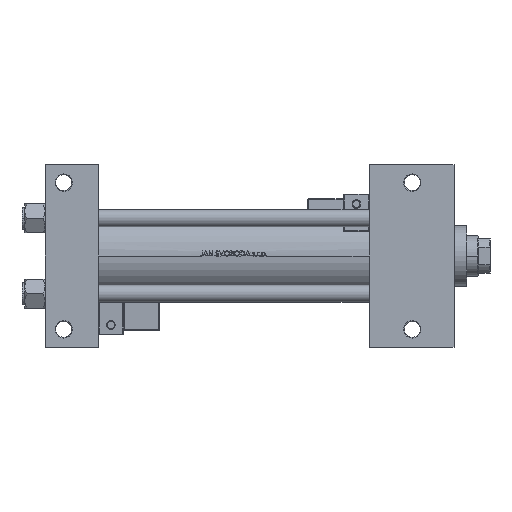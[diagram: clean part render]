
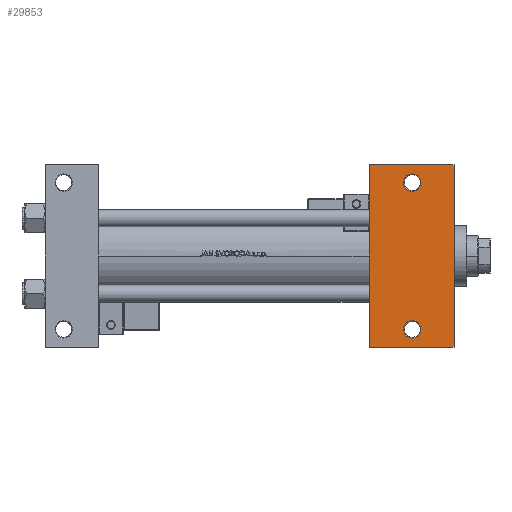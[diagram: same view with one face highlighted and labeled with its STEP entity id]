
A CAD part, front view. The second image highlights one B-rep face of the part: STEP entity #29853.
In plain terms, the highlighted face is planar.
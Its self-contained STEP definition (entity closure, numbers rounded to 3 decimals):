
#659 = DIRECTION ( 'NONE',  ( 1., 0., 0. ) ) ;
#881 = CARTESIAN_POINT ( 'NONE',  ( 225., -63.5, -37.5 ) ) ;
#1173 = VERTEX_POINT ( 'NONE', #40660 ) ;
#1214 = AXIS2_PLACEMENT_3D ( 'NONE', #4205, #39711, #16395 ) ;
#2084 = CARTESIAN_POINT ( 'NONE',  ( 284., 37.5, -37.5 ) ) ;
#2349 = PLANE ( 'NONE',  #36876 ) ;
#2710 = DIRECTION ( 'NONE',  ( 0., -1., 0. ) ) ;
#2752 = LINE ( 'NONE', #37766, #8653 ) ;
#2848 = FACE_BOUND ( 'NONE', #37706, .T. ) ;
#2909 = AXIS2_PLACEMENT_3D ( 'NONE', #22485, #38049, #46067 ) ;
#4205 = CARTESIAN_POINT ( 'NONE',  ( 255., 51., -37.5 ) ) ;
#4989 = EDGE_LOOP ( 'NONE', ( #23225, #7595, #14355, #36820 ) ) ;
#6473 = EDGE_CURVE ( 'NONE', #16275, #41487, #41613, .T. ) ;
#7595 = ORIENTED_EDGE ( 'NONE', *, *, #29174, .T. ) ;
#8432 = CARTESIAN_POINT ( 'NONE',  ( 225., 63.5, -37.5 ) ) ;
#8653 = VECTOR ( 'NONE', #49907, 1000. ) ;
#8784 = EDGE_LOOP ( 'NONE', ( #26408, #26038 ) ) ;
#9298 = DIRECTION ( 'NONE',  ( 0., 0., 1. ) ) ;
#10699 = CARTESIAN_POINT ( 'NONE',  ( 284., -63.5, -37.5 ) ) ;
#10976 = CARTESIAN_POINT ( 'NONE',  ( 284., 37.5, -37.5 ) ) ;
#11598 = VERTEX_POINT ( 'NONE', #44636 ) ;
#11980 = VECTOR ( 'NONE', #2710, 1000. ) ;
#12299 = EDGE_CURVE ( 'NONE', #1173, #38658, #2752, .T. ) ;
#12826 = DIRECTION ( 'NONE',  ( -1., 0., 0. ) ) ;
#14355 = ORIENTED_EDGE ( 'NONE', *, *, #46200, .T. ) ;
#14615 = EDGE_CURVE ( 'NONE', #41487, #16275, #45913, .T. ) ;
#14805 = AXIS2_PLACEMENT_3D ( 'NONE', #24331, #9298, #32896 ) ;
#16275 = VERTEX_POINT ( 'NONE', #41344 ) ;
#16395 = DIRECTION ( 'NONE',  ( -1., 0., 0. ) ) ;
#16709 = LINE ( 'NONE', #24767, #16881 ) ;
#16881 = VECTOR ( 'NONE', #12826, 1000. ) ;
#17893 = DIRECTION ( 'NONE',  ( 0., 0., -1. ) ) ;
#18889 = DIRECTION ( 'NONE',  ( -1., 0., 0. ) ) ;
#22485 = CARTESIAN_POINT ( 'NONE',  ( 255., -51., -37.5 ) ) ;
#22801 = FACE_OUTER_BOUND ( 'NONE', #4989, .T. ) ;
#23225 = ORIENTED_EDGE ( 'NONE', *, *, #12299, .F. ) ;
#24331 = CARTESIAN_POINT ( 'NONE',  ( 255., -51., -37.5 ) ) ;
#24767 = CARTESIAN_POINT ( 'NONE',  ( 225., -63.5, -37.5 ) ) ;
#25895 = AXIS2_PLACEMENT_3D ( 'NONE', #26091, #50616, #30232 ) ;
#25949 = FACE_BOUND ( 'NONE', #8784, .T. ) ;
#26038 = ORIENTED_EDGE ( 'NONE', *, *, #14615, .T. ) ;
#26091 = CARTESIAN_POINT ( 'NONE',  ( 255., 51., -37.5 ) ) ;
#26408 = ORIENTED_EDGE ( 'NONE', *, *, #6473, .T. ) ;
#28946 = EDGE_CURVE ( 'NONE', #11598, #31834, #48391, .T. ) ;
#29098 = ORIENTED_EDGE ( 'NONE', *, *, #28946, .T. ) ;
#29174 = EDGE_CURVE ( 'NONE', #1173, #44336, #43935, .T. ) ;
#29853 = ADVANCED_FACE ( 'NONE', ( #25949, #2848, #22801 ), #2349, .T. ) ;
#30232 = DIRECTION ( 'NONE',  ( -1., 0., 0. ) ) ;
#31834 = VERTEX_POINT ( 'NONE', #43701 ) ;
#32896 = DIRECTION ( 'NONE',  ( -1., 0., 0. ) ) ;
#36820 = ORIENTED_EDGE ( 'NONE', *, *, #43425, .T. ) ;
#36876 = AXIS2_PLACEMENT_3D ( 'NONE', #2084, #17893, #18889 ) ;
#37145 = VERTEX_POINT ( 'NONE', #10699 ) ;
#37706 = EDGE_LOOP ( 'NONE', ( #49556, #29098 ) ) ;
#37766 = CARTESIAN_POINT ( 'NONE',  ( 225., 37.5, -37.5 ) ) ;
#38049 = DIRECTION ( 'NONE',  ( 0., 0., 1. ) ) ;
#38187 = EDGE_CURVE ( 'NONE', #31834, #11598, #43751, .T. ) ;
#38658 = VERTEX_POINT ( 'NONE', #881 ) ;
#39286 = VECTOR ( 'NONE', #659, 1000. ) ;
#39711 = DIRECTION ( 'NONE',  ( 0., 0., 1. ) ) ;
#40660 = CARTESIAN_POINT ( 'NONE',  ( 225., 63.5, -37.5 ) ) ;
#41344 = CARTESIAN_POINT ( 'NONE',  ( 249.001, 51., -37.5 ) ) ;
#41487 = VERTEX_POINT ( 'NONE', #45754 ) ;
#41598 = LINE ( 'NONE', #10976, #11980 ) ;
#41613 = CIRCLE ( 'NONE', #25895, 5.999 ) ;
#43425 = EDGE_CURVE ( 'NONE', #37145, #38658, #16709, .T. ) ;
#43701 = CARTESIAN_POINT ( 'NONE',  ( 249.001, -51., -37.5 ) ) ;
#43751 = CIRCLE ( 'NONE', #14805, 5.999 ) ;
#43935 = LINE ( 'NONE', #8432, #39286 ) ;
#44336 = VERTEX_POINT ( 'NONE', #45223 ) ;
#44636 = CARTESIAN_POINT ( 'NONE',  ( 261., -51., -37.5 ) ) ;
#45223 = CARTESIAN_POINT ( 'NONE',  ( 284., 63.5, -37.5 ) ) ;
#45754 = CARTESIAN_POINT ( 'NONE',  ( 261., 51., -37.5 ) ) ;
#45913 = CIRCLE ( 'NONE', #1214, 5.999 ) ;
#46067 = DIRECTION ( 'NONE',  ( -1., 0., 0. ) ) ;
#46200 = EDGE_CURVE ( 'NONE', #44336, #37145, #41598, .T. ) ;
#48391 = CIRCLE ( 'NONE', #2909, 5.999 ) ;
#49556 = ORIENTED_EDGE ( 'NONE', *, *, #38187, .T. ) ;
#49907 = DIRECTION ( 'NONE',  ( 0., -1., 0. ) ) ;
#50616 = DIRECTION ( 'NONE',  ( 0., 0., 1. ) ) ;
